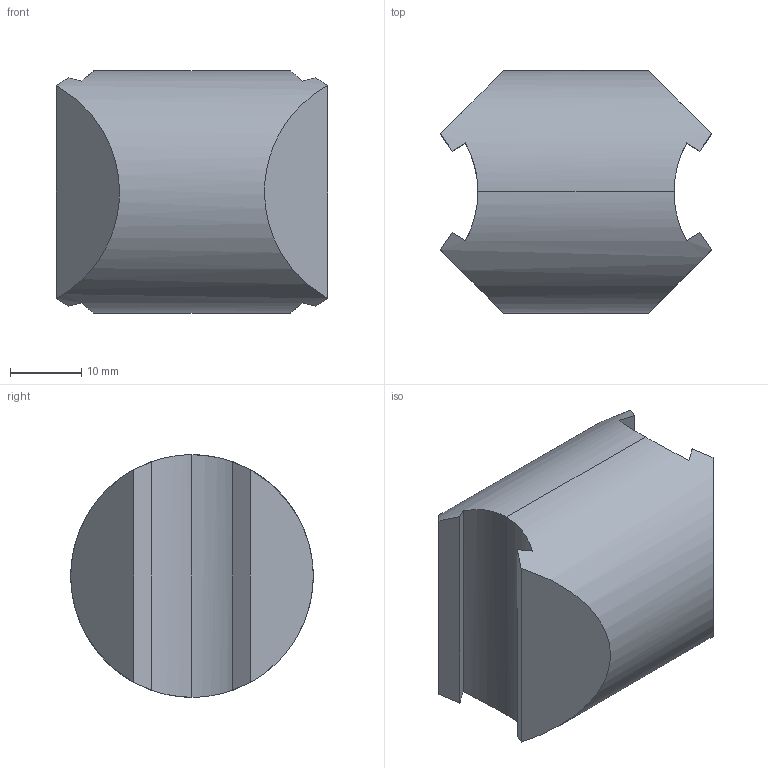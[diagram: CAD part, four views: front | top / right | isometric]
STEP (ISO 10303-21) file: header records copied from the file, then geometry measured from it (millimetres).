
FILE_DESCRIPTION(('STEP AP214'),'1');
FILE_NAME('cctmp_06F4A6E3-9014-4A46-91B5-930EB342FDF1_2020_1_16_7_10_2_892..stp','2020-01-16T06:10:02',('Bosch Rexroth AG'),('CADClick - www.CADClick.com'),'Spatial InterOp 3D',' ','unknown authorization - (Healing Option Enabled)');
FILE_SCHEMA(('AUTOMOTIVE_DESIGN'));
Length unit declared in the file: millimetre
Products named in the file (1): 2020_01_16__07-10-02-890
Bounding box: 38.04 x 33.99 x 34 mm (x, y, z)
Volume: 27649.9 mm3; surface area: 5614.4 mm2
Topology: 1 solids, 1 shells, 18 faces, 44 edges, 28 vertices
Faces by surface type: plane 12, cylinder 6
Entity records: 741 total; most frequent: CARTESIAN_POINT 223, ORIENTED_EDGE 88, DIRECTION 54, EDGE_CURVE 44, VERTEX_POINT 28, STYLED_ITEM 19, PRESENTATION_STYLE_ASSIGNMENT 19, AXIS2_PLACEMENT_3D 19
